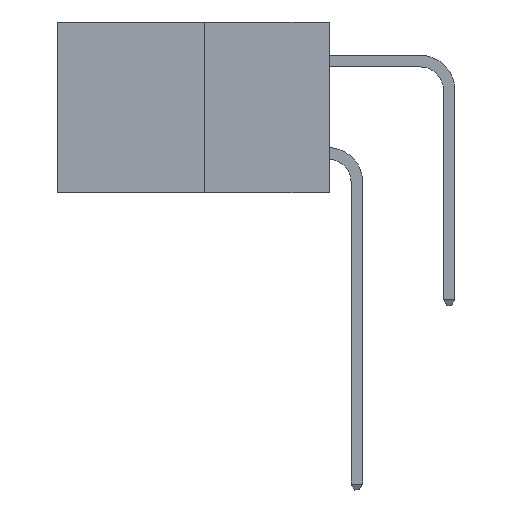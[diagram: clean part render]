
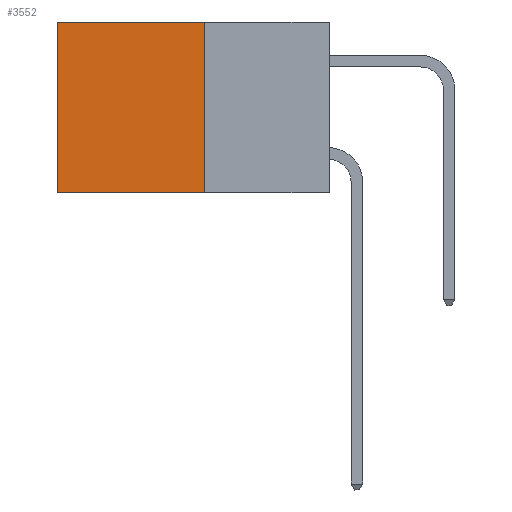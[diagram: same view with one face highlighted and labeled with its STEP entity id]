
A CAD part, left-side view. The second image highlights one B-rep face of the part: STEP entity #3552.
In plain terms, the highlighted planar face has unit normal (-1, 0, 0).
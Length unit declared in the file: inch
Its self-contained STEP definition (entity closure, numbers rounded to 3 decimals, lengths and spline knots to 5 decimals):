
#867 = DIRECTION ( 'NONE',  ( 0., 1., 0. ) ) ;
#896 = VECTOR ( 'NONE', #5037, 39.37008 ) ;
#1121 = EDGE_CURVE ( 'NONE', #1206, #3478, #11775, .T. ) ;
#1206 = VERTEX_POINT ( 'NONE', #11246 ) ;
#2198 = VERTEX_POINT ( 'NONE', #9071 ) ;
#2282 = LINE ( 'NONE', #5172, #10937 ) ;
#2619 = EDGE_LOOP ( 'NONE', ( #11642, #4123, #2700, #8812 ) ) ;
#2700 = ORIENTED_EDGE ( 'NONE', *, *, #8471, .F. ) ;
#2820 = EDGE_CURVE ( 'NONE', #2198, #3478, #5868, .T. ) ;
#3192 = VECTOR ( 'NONE', #867, 39.37008 ) ;
#3478 = VERTEX_POINT ( 'NONE', #7132 ) ;
#3552 = ADVANCED_FACE ( 'NONE', ( #13848 ), #6472, .F. ) ;
#4006 = AXIS2_PLACEMENT_3D ( 'NONE', #6397, #6394, #6384 ) ;
#4123 = ORIENTED_EDGE ( 'NONE', *, *, #1121, .F. ) ;
#5037 = DIRECTION ( 'NONE',  ( 0., 0., -1. ) ) ;
#5172 = CARTESIAN_POINT ( 'NONE',  ( 0.277, 0.27, 0. ) ) ;
#5868 = LINE ( 'NONE', #11785, #8019 ) ;
#6120 = CARTESIAN_POINT ( 'NONE',  ( 0.277, 0.27, -0.37 ) ) ;
#6384 = DIRECTION ( 'NONE',  ( 0., 0., -1. ) ) ;
#6394 = DIRECTION ( 'NONE',  ( 1., 0., 0. ) ) ;
#6397 = CARTESIAN_POINT ( 'NONE',  ( 0.277, 0.27, -0.37 ) ) ;
#6472 = PLANE ( 'NONE',  #4006 ) ;
#6805 = EDGE_CURVE ( 'NONE', #13143, #2198, #2282, .T. ) ;
#7132 = CARTESIAN_POINT ( 'NONE',  ( 0.277, 0.59, -0.37 ) ) ;
#8019 = VECTOR ( 'NONE', #11685, 39.37008 ) ;
#8471 = EDGE_CURVE ( 'NONE', #13143, #1206, #9534, .T. ) ;
#8812 = ORIENTED_EDGE ( 'NONE', *, *, #6805, .T. ) ;
#9071 = CARTESIAN_POINT ( 'NONE',  ( 0.277, 0.59, 0. ) ) ;
#9534 = LINE ( 'NONE', #6120, #896 ) ;
#9771 = CARTESIAN_POINT ( 'NONE',  ( 0.277, 0.27, 0. ) ) ;
#10937 = VECTOR ( 'NONE', #13703, 39.37008 ) ;
#11246 = CARTESIAN_POINT ( 'NONE',  ( 0.277, 0.27, -0.37 ) ) ;
#11560 = CARTESIAN_POINT ( 'NONE',  ( 0.277, 0.27, -0.37 ) ) ;
#11642 = ORIENTED_EDGE ( 'NONE', *, *, #2820, .T. ) ;
#11685 = DIRECTION ( 'NONE',  ( 0., 0., -1. ) ) ;
#11775 = LINE ( 'NONE', #11560, #3192 ) ;
#11785 = CARTESIAN_POINT ( 'NONE',  ( 0.277, 0.59, -0.37 ) ) ;
#13143 = VERTEX_POINT ( 'NONE', #9771 ) ;
#13703 = DIRECTION ( 'NONE',  ( 0., 1., 0. ) ) ;
#13848 = FACE_OUTER_BOUND ( 'NONE', #2619, .T. ) ;
